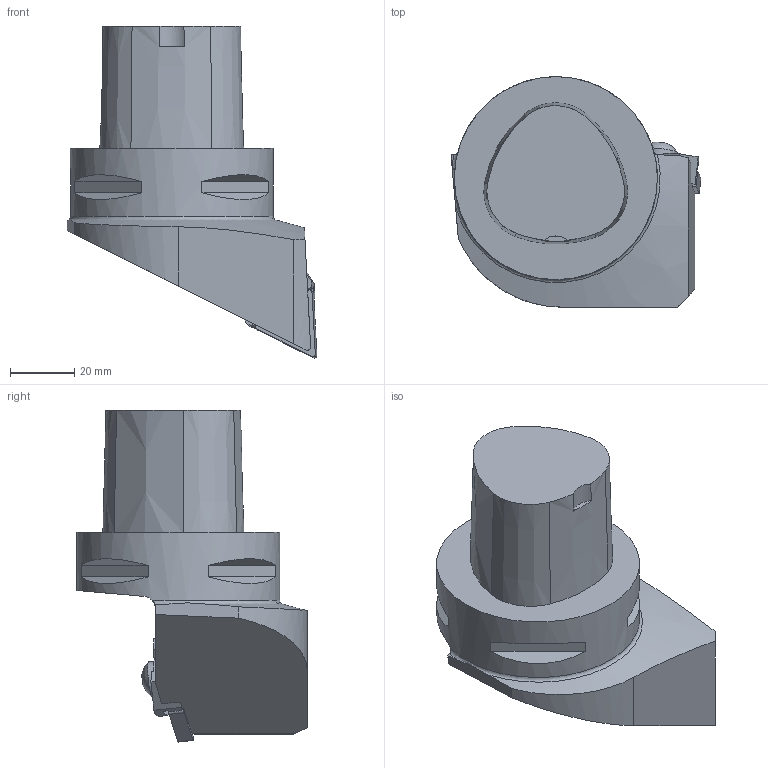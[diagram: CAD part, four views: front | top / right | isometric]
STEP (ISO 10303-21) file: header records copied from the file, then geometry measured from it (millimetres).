
FILE_DESCRIPTION(/* description */ (''),/* implementation_level */ '2;1');
FILE_NAME(/* name */ '1539586814674.stp',/* time_stamp */ '2018-10-15T12:30:42+05:00',/* author */ (''),/* organization */ ('SMS'),/* preprocessor_version */ 'ST-DEVELOPER v15',/* originating_system */ 'SIEMENS PLM Software NX 8.5',/* authorisation */ '');
FILE_SCHEMA (('AUTOMOTIVE_DESIGN { 1 0 10303 214 3 1 1 1 }'));
Length unit declared in the file: millimetre
Products named in the file (4): ASSEMBLY_CONSTRUCTION; IsoTurningInsert; 201770775mod000_00; 201770773mod000_00
Assembly tree (3 placements, depth 2):
  201770773mod000_00
    201770775mod000_00
    IsoTurningInsert
    ASSEMBLY_CONSTRUCTION
Bounding box: 77.5 x 71.5 x 103 mm (x, y, z)
Volume: 191029.7 mm3; surface area: 25097.5 mm2
Topology: 2 solids, 4 shells, 124 faces, 310 edges, 207 vertices
Faces by surface type: plane 74, cylinder 32, cone 15, torus 2, sphere 1
Full cylindrical faces by diameter (mm): 5 x1, 5.156 x2, 5.95 x2, 7.1 x1, 10.9 x1, 11.9 x1, 63 x1
Entity records: 3973 total; most frequent: CARTESIAN_POINT 903, DIRECTION 623, ORIENTED_EDGE 580, EDGE_CURVE 290, AXIS2_PLACEMENT_3D 236, VERTEX_POINT 194, LINE 151, VECTOR 151
